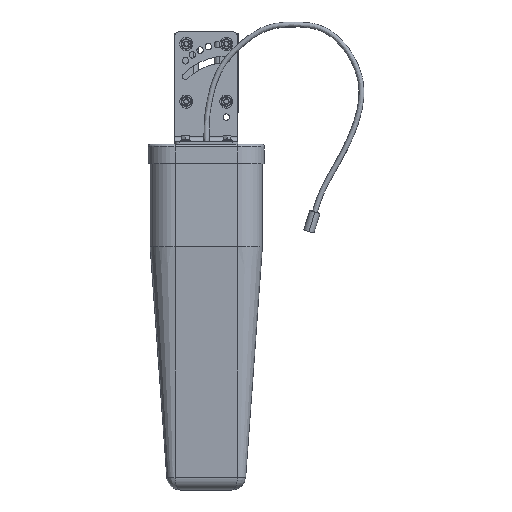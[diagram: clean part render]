
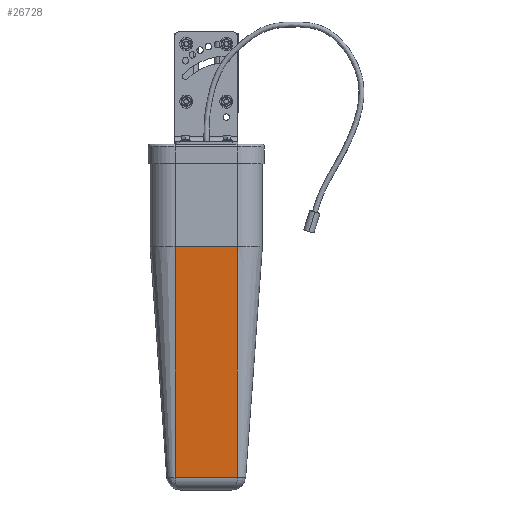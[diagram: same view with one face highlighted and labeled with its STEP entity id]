
A CAD part, top view. The second image highlights one B-rep face of the part: STEP entity #26728.
In plain terms, the highlighted planar face has unit normal (0, -0.072, 0.997).
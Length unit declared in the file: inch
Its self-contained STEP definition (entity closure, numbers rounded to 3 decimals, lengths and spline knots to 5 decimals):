
#1862 = VECTOR ( 'NONE', #40496, 39.37008 ) ;
#3913 = EDGE_CURVE ( 'NONE', #20573, #29808, #27656, .T. ) ;
#4816 = PLANE ( 'NONE',  #39401 ) ;
#5272 = EDGE_CURVE ( 'NONE', #20573, #26117, #33883, .T. ) ;
#6260 = DIRECTION ( 'NONE',  ( 1., 0., 0. ) ) ;
#8137 = CARTESIAN_POINT ( 'NONE',  ( 1.22161, -4.0217, 1.19952 ) ) ;
#8756 = VECTOR ( 'NONE', #22239, 39.37008 ) ;
#9841 = VECTOR ( 'NONE', #6260, 39.37008 ) ;
#11292 = DIRECTION ( 'NONE',  ( 0., -0.997, -0.072 ) ) ;
#11967 = CARTESIAN_POINT ( 'NONE',  ( 1.22161, -4.0217, 1.19952 ) ) ;
#13412 = CARTESIAN_POINT ( 'NONE',  ( -1.22161, -4.0217, 1.19952 ) ) ;
#13868 = VERTEX_POINT ( 'NONE', #11967 ) ;
#13940 = LINE ( 'NONE', #19686, #22306 ) ;
#18278 = ORIENTED_EDGE ( 'NONE', *, *, #21161, .T. ) ;
#19686 = CARTESIAN_POINT ( 'NONE',  ( 1.22161, -4.0217, 1.19952 ) ) ;
#20573 = VERTEX_POINT ( 'NONE', #28245 ) ;
#21161 = EDGE_CURVE ( 'NONE', #29808, #13868, #26041, .T. ) ;
#22239 = DIRECTION ( 'NONE',  ( 0., 0.997, 0.072 ) ) ;
#22306 = VECTOR ( 'NONE', #23024, 39.37008 ) ;
#23024 = DIRECTION ( 'NONE',  ( -1., 0., 0. ) ) ;
#24820 = EDGE_CURVE ( 'NONE', #13868, #26117, #13940, .T. ) ;
#24919 = ORIENTED_EDGE ( 'NONE', *, *, #5272, .F. ) ;
#25544 = CARTESIAN_POINT ( 'NONE',  ( -1.22161, -4.0217, 1.19952 ) ) ;
#26041 = LINE ( 'NONE', #34208, #1862 ) ;
#26117 = VERTEX_POINT ( 'NONE', #13412 ) ;
#26728 = ADVANCED_FACE ( 'NONE', ( #38711 ), #4816, .T. ) ;
#27656 = LINE ( 'NONE', #34613, #9841 ) ;
#27814 = ORIENTED_EDGE ( 'NONE', *, *, #3913, .T. ) ;
#28245 = CARTESIAN_POINT ( 'NONE',  ( -1.22161, -13.06578, 0.5433 ) ) ;
#28942 = ORIENTED_EDGE ( 'NONE', *, *, #24820, .T. ) ;
#29808 = VERTEX_POINT ( 'NONE', #40091 ) ;
#30175 = DIRECTION ( 'NONE',  ( 0., -0.072, 0.997 ) ) ;
#33883 = LINE ( 'NONE', #25544, #8756 ) ;
#34208 = CARTESIAN_POINT ( 'NONE',  ( 1.22161, -4.0217, 1.19952 ) ) ;
#34555 = EDGE_LOOP ( 'NONE', ( #24919, #27814, #18278, #28942 ) ) ;
#34613 = CARTESIAN_POINT ( 'NONE',  ( 1.22161, -13.06578, 0.5433 ) ) ;
#38711 = FACE_OUTER_BOUND ( 'NONE', #34555, .T. ) ;
#39401 = AXIS2_PLACEMENT_3D ( 'NONE', #8137, #30175, #11292 ) ;
#40091 = CARTESIAN_POINT ( 'NONE',  ( 1.22161, -13.06578, 0.5433 ) ) ;
#40496 = DIRECTION ( 'NONE',  ( 0., 0.997, 0.072 ) ) ;
